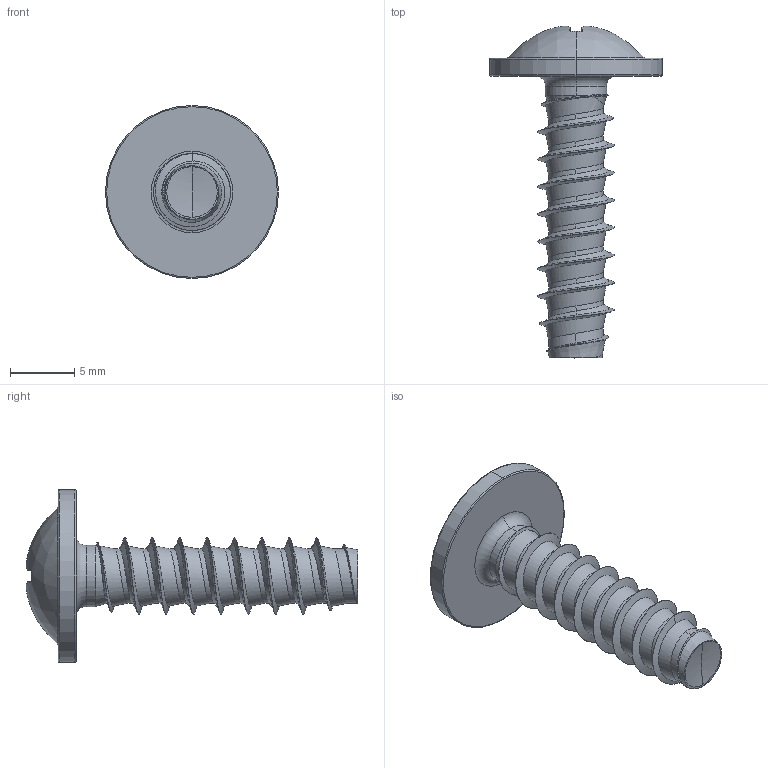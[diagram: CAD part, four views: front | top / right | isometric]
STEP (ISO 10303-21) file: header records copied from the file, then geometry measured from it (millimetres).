
FILE_DESCRIPTION (( 'STEP AP203' ), '1' );
FILE_NAME ('STP310600220.STEP', '2017-08-15T13:39:50', ( '' ), ( '' ), 'SwSTEP 2.0', 'SolidWorks 2015', '' );
FILE_SCHEMA (( 'CONFIG_CONTROL_DESIGN' ));
Length unit declared in the file: millimetre
Products named in the file (1): STP310600220
Bounding box: 13.5 x 25.91 x 13.5 mm (x, y, z)
Volume: 674.5 mm3; surface area: 857.9 mm2
Topology: 1 solids, 1 shells, 184 faces, 419 edges, 238 vertices
Faces by surface type: bspline 51, cylinder 44, torus 30, sphere 28, plane 23, cone 8
Entity records: 24206 total; most frequent: CARTESIAN_POINT 20401, ORIENTED_EDGE 834, DIRECTION 732, EDGE_CURVE 417, AXIS2_PLACEMENT_3D 328, VERTEX_POINT 238, CIRCLE 194, EDGE_LOOP 187
